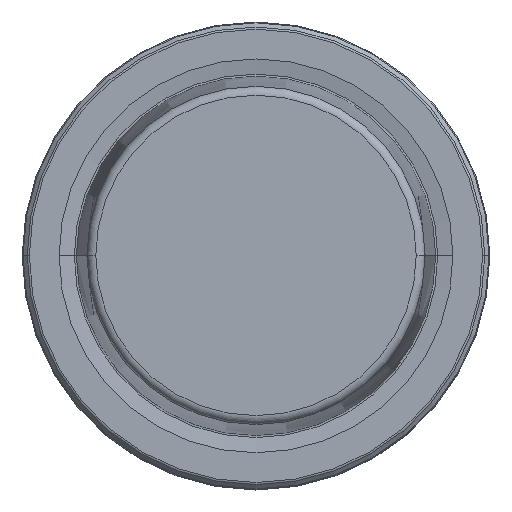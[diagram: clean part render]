
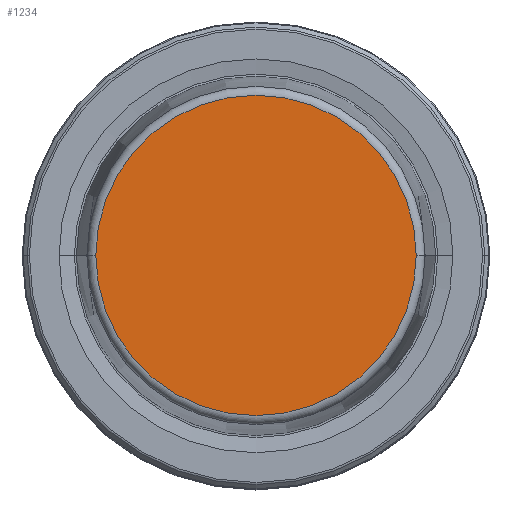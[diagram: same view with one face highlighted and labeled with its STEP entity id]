
A CAD part, top view. The second image highlights one B-rep face of the part: STEP entity #1234.
In plain terms, the highlighted planar face has unit normal (0, 0, 1).
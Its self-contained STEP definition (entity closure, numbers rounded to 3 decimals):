
#18 = CARTESIAN_POINT ( 'NONE',  ( 0., 0., 31.9 ) ) ;
#55 = VERTEX_POINT ( 'NONE', #196 ) ;
#60 = EDGE_CURVE ( 'NONE', #55, #166, #738, .T. ) ;
#117 = ORIENTED_EDGE ( 'NONE', *, *, #60, .T. ) ;
#164 = AXIS2_PLACEMENT_3D ( 'NONE', #1201, #864, #1250 ) ;
#166 = VERTEX_POINT ( 'NONE', #450 ) ;
#196 = CARTESIAN_POINT ( 'NONE',  ( 21.581, 0., 31.9 ) ) ;
#412 = DIRECTION ( 'NONE',  ( 0., 0., -1. ) ) ;
#423 = ORIENTED_EDGE ( 'NONE', *, *, #1068, .T. ) ;
#450 = CARTESIAN_POINT ( 'NONE',  ( -21.581, 0., 31.9 ) ) ;
#508 = AXIS2_PLACEMENT_3D ( 'NONE', #18, #412, #1089 ) ;
#563 = DIRECTION ( 'NONE',  ( 0., 0., 1. ) ) ;
#595 = CIRCLE ( 'NONE', #605, 21.581 ) ;
#605 = AXIS2_PLACEMENT_3D ( 'NONE', #1157, #563, #1248 ) ;
#617 = EDGE_LOOP ( 'NONE', ( #117, #423 ) ) ;
#738 = CIRCLE ( 'NONE', #164, 21.581 ) ;
#801 = FACE_OUTER_BOUND ( 'NONE', #617, .T. ) ;
#864 = DIRECTION ( 'NONE',  ( 0., 0., 1. ) ) ;
#982 = PLANE ( 'NONE',  #508 ) ;
#1068 = EDGE_CURVE ( 'NONE', #166, #55, #595, .T. ) ;
#1089 = DIRECTION ( 'NONE',  ( -1., 0., 0. ) ) ;
#1157 = CARTESIAN_POINT ( 'NONE',  ( 0., 0., 31.9 ) ) ;
#1201 = CARTESIAN_POINT ( 'NONE',  ( 0., 0., 31.9 ) ) ;
#1234 = ADVANCED_FACE ( 'NONE', ( #801 ), #982, .F. ) ;
#1248 = DIRECTION ( 'NONE',  ( 1., 0., 0. ) ) ;
#1250 = DIRECTION ( 'NONE',  ( 1., 0., 0. ) ) ;
